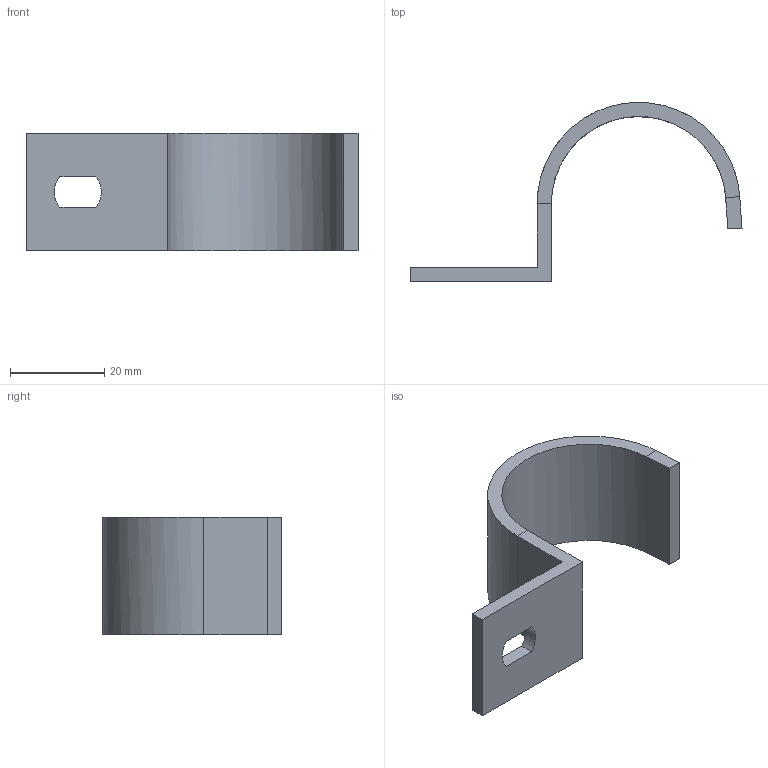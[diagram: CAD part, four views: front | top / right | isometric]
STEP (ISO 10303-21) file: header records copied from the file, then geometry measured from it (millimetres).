
FILE_DESCRIPTION(/* description */ (''),/* implementation_level */ '2;1');
FILE_NAME(/* name */ '1014293',/* time_stamp */ '2014-10-22T14:54:26+02:00',/* author */ (''),/* organization */ (''),/* preprocessor_version */ 'ST-DEVELOPER v15',/* originating_system */ '',/* authorisation */ '');
FILE_SCHEMA (('AUTOMOTIVE_DESIGN'));
Length unit declared in the file: millimetre
Products named in the file (1): Document
Bounding box: 70.47 x 38 x 25 mm (x, y, z)
Volume: 8238.3 mm3; surface area: 6371.6 mm2
Topology: 1 solids, 1 shells, 20 faces, 46 edges, 28 vertices
Faces by surface type: plane 16, bspline 4
Entity records: 567 total; most frequent: CARTESIAN_POINT 226, ORIENTED_EDGE 92, EDGE_CURVE 46, B_SPLINE_CURVE_WITH_KNOTS 38, VERTEX_POINT 28, EDGE_LOOP 22, ADVANCED_FACE 20, FACE_OUTER_BOUND 20
